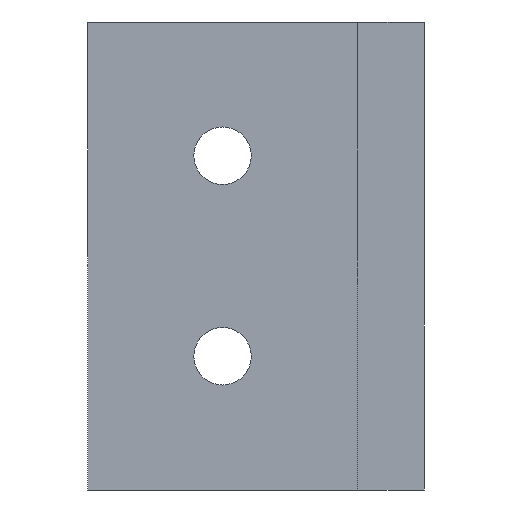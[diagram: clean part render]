
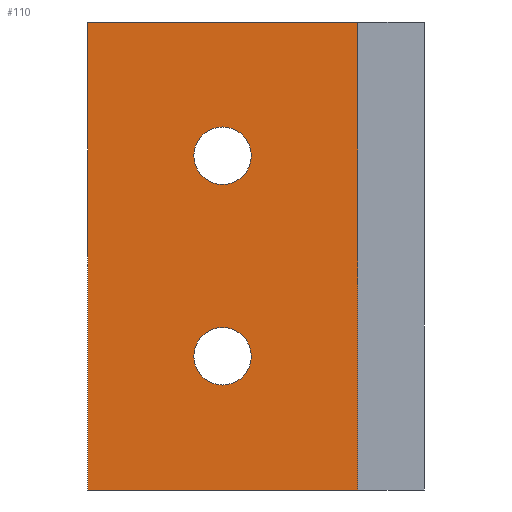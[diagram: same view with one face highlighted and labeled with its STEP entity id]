
A CAD part, left-side view. The second image highlights one B-rep face of the part: STEP entity #110.
In plain terms, the highlighted planar face has unit normal (-1, 0, 0).
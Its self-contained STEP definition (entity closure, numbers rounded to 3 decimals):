
#32 = VERTEX_POINT('',#33);
#33 = CARTESIAN_POINT('',(-15.1,10.1,35.));
#39 = EDGE_CURVE('',#40,#32,#42,.T.);
#40 = VERTEX_POINT('',#41);
#41 = CARTESIAN_POINT('',(-15.1,10.1,0.));
#42 = LINE('',#43,#44);
#43 = CARTESIAN_POINT('',(-15.1,10.1,0.));
#44 = VECTOR('',#45,1.);
#45 = DIRECTION('',(0.,0.,1.));
#110 = ADVANCED_FACE('',(#111,#136,#147),#158,.F.);
#111 = FACE_BOUND('',#112,.F.);
#112 = EDGE_LOOP('',(#113,#114,#122,#130));
#113 = ORIENTED_EDGE('',*,*,#39,.T.);
#114 = ORIENTED_EDGE('',*,*,#115,.T.);
#115 = EDGE_CURVE('',#32,#116,#118,.T.);
#116 = VERTEX_POINT('',#117);
#117 = CARTESIAN_POINT('',(-15.1,-10.1,35.));
#118 = LINE('',#119,#120);
#119 = CARTESIAN_POINT('',(-15.1,10.1,35.));
#120 = VECTOR('',#121,1.);
#121 = DIRECTION('',(0.,-1.,0.));
#122 = ORIENTED_EDGE('',*,*,#123,.F.);
#123 = EDGE_CURVE('',#124,#116,#126,.T.);
#124 = VERTEX_POINT('',#125);
#125 = CARTESIAN_POINT('',(-15.1,-10.1,0.));
#126 = LINE('',#127,#128);
#127 = CARTESIAN_POINT('',(-15.1,-10.1,0.));
#128 = VECTOR('',#129,1.);
#129 = DIRECTION('',(0.,0.,1.));
#130 = ORIENTED_EDGE('',*,*,#131,.F.);
#131 = EDGE_CURVE('',#40,#124,#132,.T.);
#132 = LINE('',#133,#134);
#133 = CARTESIAN_POINT('',(-15.1,10.1,0.));
#134 = VECTOR('',#135,1.);
#135 = DIRECTION('',(0.,-1.,0.));
#136 = FACE_BOUND('',#137,.F.);
#137 = EDGE_LOOP('',(#138));
#138 = ORIENTED_EDGE('',*,*,#139,.F.);
#139 = EDGE_CURVE('',#140,#140,#142,.T.);
#140 = VERTEX_POINT('',#141);
#141 = CARTESIAN_POINT('',(-15.1,2.15,25.));
#142 = CIRCLE('',#143,2.15);
#143 = AXIS2_PLACEMENT_3D('',#144,#145,#146);
#144 = CARTESIAN_POINT('',(-15.1,0.,25.));
#145 = DIRECTION('',(1.,0.,0.));
#146 = DIRECTION('',(-0.,1.,0.));
#147 = FACE_BOUND('',#148,.F.);
#148 = EDGE_LOOP('',(#149));
#149 = ORIENTED_EDGE('',*,*,#150,.F.);
#150 = EDGE_CURVE('',#151,#151,#153,.T.);
#151 = VERTEX_POINT('',#152);
#152 = CARTESIAN_POINT('',(-15.1,2.15,10.));
#153 = CIRCLE('',#154,2.15);
#154 = AXIS2_PLACEMENT_3D('',#155,#156,#157);
#155 = CARTESIAN_POINT('',(-15.1,0.,10.));
#156 = DIRECTION('',(1.,0.,0.));
#157 = DIRECTION('',(-0.,1.,0.));
#158 = PLANE('',#159);
#159 = AXIS2_PLACEMENT_3D('',#160,#161,#162);
#160 = CARTESIAN_POINT('',(-15.1,10.1,0.));
#161 = DIRECTION('',(1.,0.,0.));
#162 = DIRECTION('',(0.,-1.,0.));
